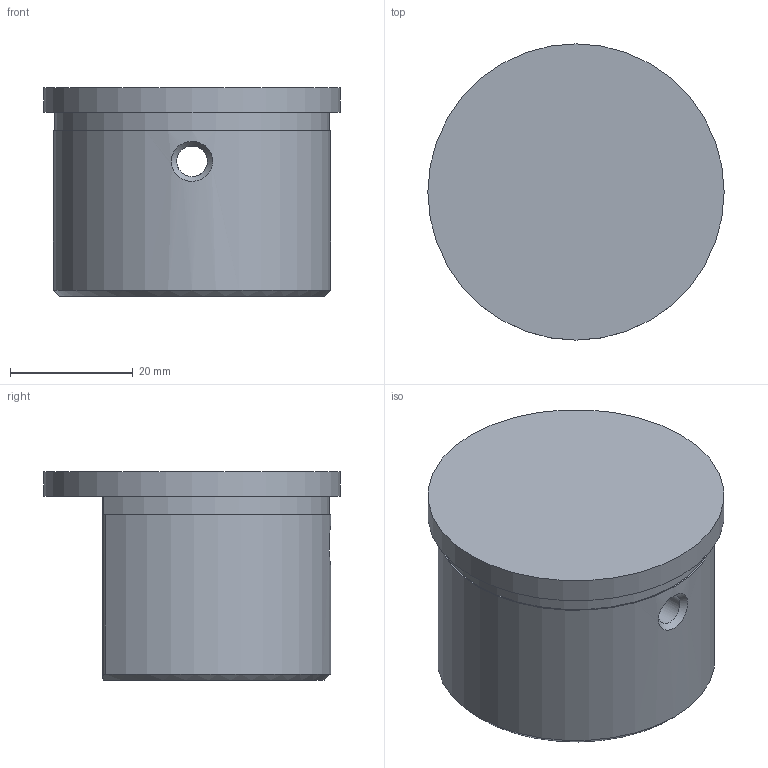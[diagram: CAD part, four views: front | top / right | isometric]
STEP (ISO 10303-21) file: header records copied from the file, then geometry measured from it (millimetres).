
FILE_DESCRIPTION (( 'STEP AP203' ), '1' );
FILE_NAME ('60329-V4A.step', '2019-10-22T12:16:17', ( '' ), ( '' ), 'SwSTEP 2.0', 'SolidWorks 2015', '' );
FILE_SCHEMA (( 'CONFIG_CONTROL_DESIGN' ));
Length unit declared in the file: millimetre
Products named in the file (2): 60329-V4A
Bounding box: 48.3 x 48.3 x 34 mm (x, y, z)
Volume: 12364.8 mm3; surface area: 10563.6 mm2
Topology: 1 solids, 1 shells, 429 faces, 1139 edges, 753 vertices
Faces by surface type: plane 239, bspline 168, cylinder 14, sphere 4, torus 2, cone 2
Full cylindrical faces by diameter (mm): 5 x1, 48.3 x1
Entity records: 22782 total; most frequent: CARTESIAN_POINT 13149, ORIENTED_EDGE 2256, DIRECTION 1353, EDGE_CURVE 1128, VERTEX_POINT 750, VECTOR 745, LINE 745, EDGE_LOOP 480
